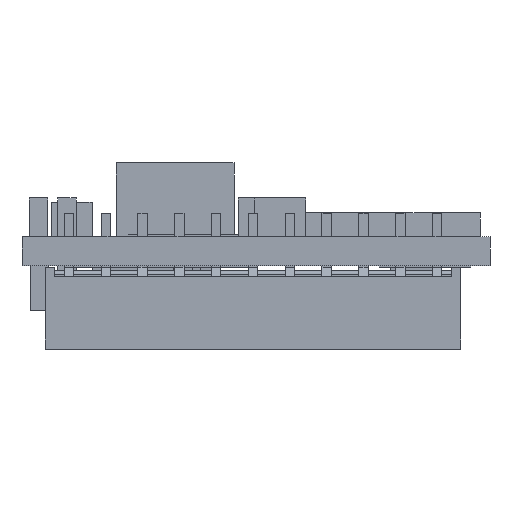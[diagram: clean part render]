
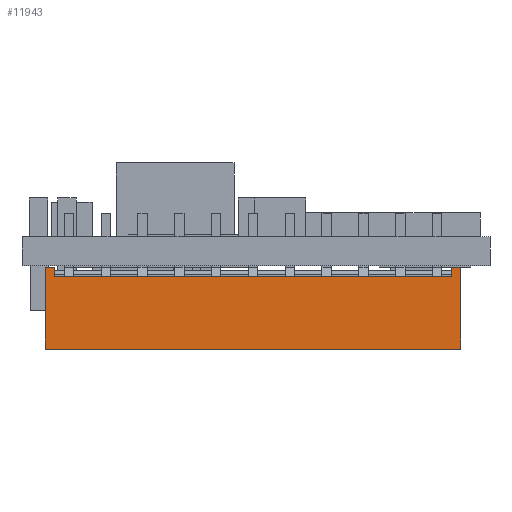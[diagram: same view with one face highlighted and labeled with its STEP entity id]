
A CAD part, left-side view. The second image highlights one B-rep face of the part: STEP entity #11943.
In plain terms, the highlighted face is planar.
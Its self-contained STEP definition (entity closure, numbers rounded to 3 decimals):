
#636=PLANE('',#12825);
#1212=FACE_OUTER_BOUND('',#1988,.T.);
#1988=EDGE_LOOP('',(#9520,#9521,#9522,#9523,#9524,#9525,#9526,#9527));
#2458=LINE('',#16787,#3872);
#2565=LINE('',#17002,#3979);
#2572=LINE('',#17019,#3986);
#2581=LINE('',#17039,#3995);
#2585=LINE('',#17046,#3999);
#2586=LINE('',#17049,#4000);
#2656=LINE('',#17190,#4070);
#2957=LINE('',#17792,#4371);
#3872=VECTOR('',#13891,1000.);
#3979=VECTOR('',#14008,1000.);
#3986=VECTOR('',#14019,1000.);
#3995=VECTOR('',#14034,1000.);
#3999=VECTOR('',#14040,1000.);
#4000=VECTOR('',#14043,1000.);
#4070=VECTOR('',#14137,1000.);
#4371=VECTOR('',#14790,1000.);
#5488=VERTEX_POINT('',#16785);
#5489=VERTEX_POINT('',#16786);
#5590=VERTEX_POINT('',#16996);
#5592=VERTEX_POINT('',#17000);
#5599=VERTEX_POINT('',#17016);
#5600=VERTEX_POINT('',#17018);
#5610=VERTEX_POINT('',#17044);
#5611=VERTEX_POINT('',#17048);
#6622=EDGE_CURVE('',#5488,#5489,#2458,.T.);
#6729=EDGE_CURVE('',#5590,#5592,#2565,.T.);
#6736=EDGE_CURVE('',#5600,#5599,#2572,.T.);
#6747=EDGE_CURVE('',#5488,#5600,#2581,.T.);
#6751=EDGE_CURVE('',#5599,#5610,#2585,.T.);
#6752=EDGE_CURVE('',#5590,#5611,#2586,.T.);
#6824=EDGE_CURVE('',#5610,#5611,#2656,.T.);
#7125=EDGE_CURVE('',#5489,#5592,#2957,.T.);
#9520=ORIENTED_EDGE('',*,*,#6736,.T.);
#9521=ORIENTED_EDGE('',*,*,#6751,.T.);
#9522=ORIENTED_EDGE('',*,*,#6824,.T.);
#9523=ORIENTED_EDGE('',*,*,#6752,.F.);
#9524=ORIENTED_EDGE('',*,*,#6729,.T.);
#9525=ORIENTED_EDGE('',*,*,#7125,.F.);
#9526=ORIENTED_EDGE('',*,*,#6622,.F.);
#9527=ORIENTED_EDGE('',*,*,#6747,.T.);
#11943=ADVANCED_FACE('',(#1212),#636,.F.);
#12825=AXIS2_PLACEMENT_3D('',#17791,#14788,#14789);
#13891=DIRECTION('',(-1.,0.,0.));
#14008=DIRECTION('',(-1.,0.,0.));
#14019=DIRECTION('',(-1.,0.,0.));
#14034=DIRECTION('',(0.,-1.,0.));
#14040=DIRECTION('',(0.,1.,0.));
#14043=DIRECTION('',(0.,1.,0.));
#14137=DIRECTION('',(-1.,0.,0.));
#14788=DIRECTION('center_axis',(0.,0.,1.));
#14789=DIRECTION('ref_axis',(1.,0.,0.));
#14790=DIRECTION('',(0.,-1.,0.));
#16785=CARTESIAN_POINT('',(11.274,4.445,-1.999));
#16786=CARTESIAN_POINT('',(-11.274,4.445,-1.999));
#16787=CARTESIAN_POINT('',(11.274,4.445,-1.999));
#16996=CARTESIAN_POINT('',(-10.766,0.,-1.999));
#17000=CARTESIAN_POINT('',(-11.274,0.,-1.999));
#17002=CARTESIAN_POINT('',(11.274,0.,-1.999));
#17016=CARTESIAN_POINT('',(10.766,0.,-1.999));
#17018=CARTESIAN_POINT('',(11.274,0.,-1.999));
#17019=CARTESIAN_POINT('',(11.274,0.,-1.999));
#17039=CARTESIAN_POINT('',(11.274,4.445,-1.999));
#17044=CARTESIAN_POINT('',(10.766,0.508,-1.999));
#17046=CARTESIAN_POINT('',(10.766,-0.254,-1.999));
#17048=CARTESIAN_POINT('',(-10.766,0.508,-1.999));
#17049=CARTESIAN_POINT('',(-10.766,-0.254,-1.999));
#17190=CARTESIAN_POINT('',(10.766,0.508,-1.999));
#17791=CARTESIAN_POINT('Origin',(11.274,4.445,-1.999));
#17792=CARTESIAN_POINT('',(-11.274,4.445,-1.999));
